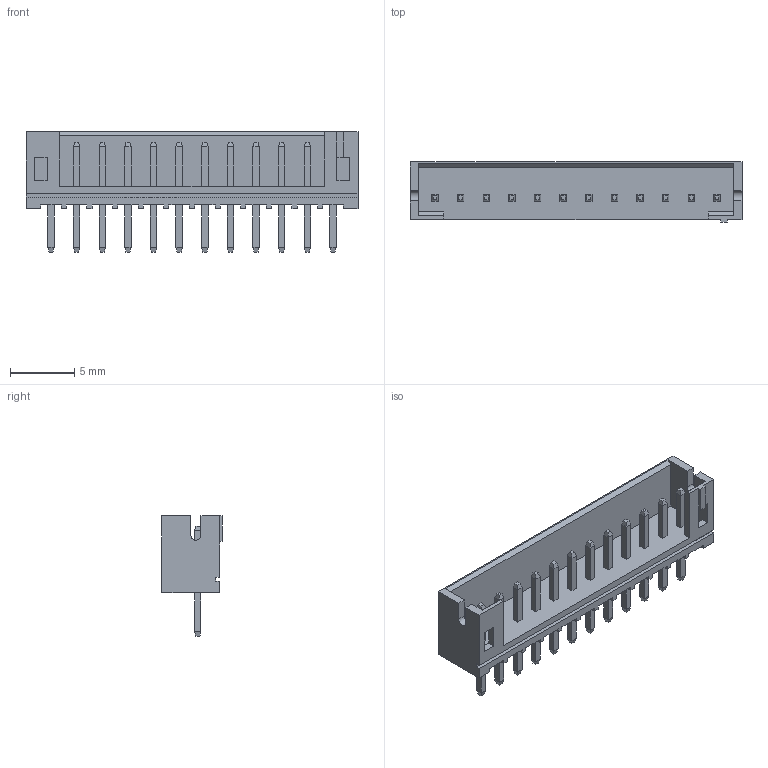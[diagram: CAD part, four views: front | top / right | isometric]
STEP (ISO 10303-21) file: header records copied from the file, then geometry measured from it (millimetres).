
FILE_DESCRIPTION(('STEP AP214'), '1');
FILE_NAME('BxB-PH-K-S', '', ('UNSPECIFIED'), ('UNSPECIFIED'), 'ASCON STEP Converter 1.6', 'ASCON Math Kernel', '');
FILE_SCHEMA(('AUTOMOTIVE_DESIGN { 1 0 10303 214 3 1 1}'));
Length unit declared in the file: millimetre
Bounding box: 25.9 x 4.7 x 9.4 mm (x, y, z)
Volume: 268.1 mm3; surface area: 861.9 mm2
Topology: 1 solids, 1 shells, 302 faces, 740 edges, 461 vertices
Faces by surface type: plane 300, cylinder 2
Entity records: 11036 total; most frequent: CARTESIAN_POINT 1504, ORIENTED_EDGE 1480, DIRECTION 1350, EDGE_CURVE 740, LINE 736, VECTOR 736, VERTEX_POINT 461, FACE_BOUND 327
